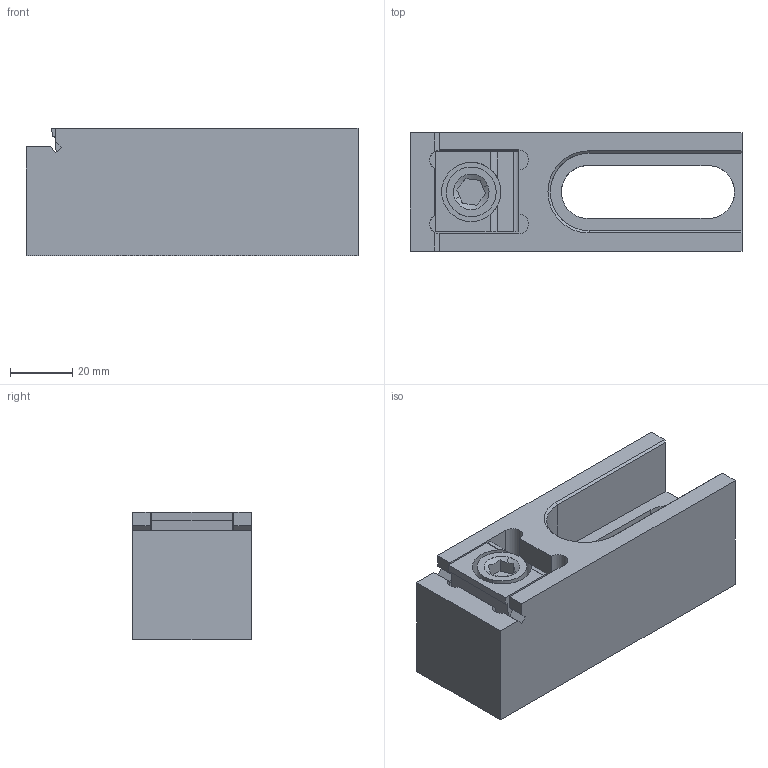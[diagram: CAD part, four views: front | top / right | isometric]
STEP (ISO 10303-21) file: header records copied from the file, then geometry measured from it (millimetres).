
FILE_DESCRIPTION (( 'STEP AP214' ), '1' );
FILE_NAME ('56DEFAU072923928005.step', '2007-07-30T03:09:00', ( 'sysAdmin' ), ( 'SolidWorks' ), 'SwSTEP 2.0', 'SolidWorks 2007', '' );
FILE_SCHEMA (( 'AUTOMOTIVE_DESIGN' ));
Length unit declared in the file: millimetre
Products named in the file (5): 56DEFAU072923928005; SW3dPS-56250_56250.sldasm-Part-2; SW3dPS-56250_56250.sldasm-Part-1; SW3dPS-56250_56250.sldasm-Part-4; SW3dPS-56250_56250.sldasm-Part-3
Assembly tree (4 placements, depth 2):
  56DEFAU072923928005
    SW3dPS-56250_56250.sldasm-Part-2
    SW3dPS-56250_56250.sldasm-Part-1
    SW3dPS-56250_56250.sldasm-Part-3
    SW3dPS-56250_56250.sldasm-Part-4
Bounding box: 106.68 x 38.1 x 40.96 mm (x, y, z)
Volume: 113110.7 mm3; surface area: 30294.3 mm2
Topology: 4 solids, 4 shells, 85 faces, 221 edges, 146 vertices
Faces by surface type: plane 50, cylinder 32, cone 3
Entity records: 2855 total; most frequent: CARTESIAN_POINT 566, ORIENTED_EDGE 442, DIRECTION 434, EDGE_CURVE 221, VERTEX_POINT 146, AXIS2_PLACEMENT_3D 146, VECTOR 142, LINE 142
